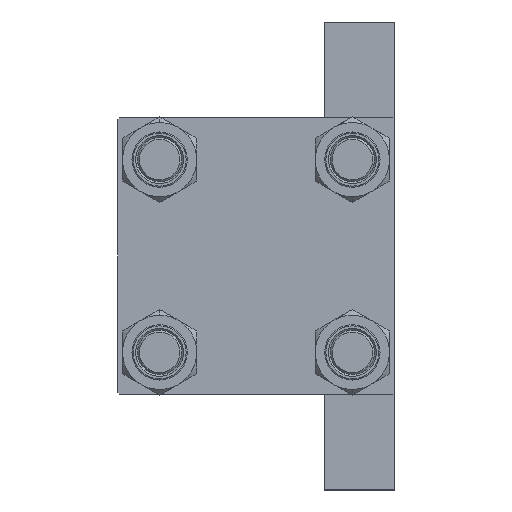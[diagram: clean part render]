
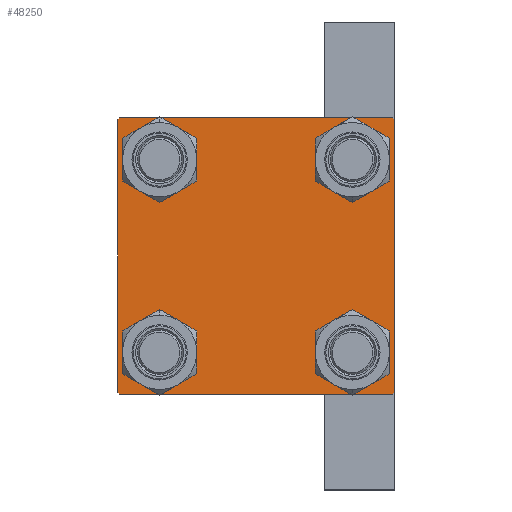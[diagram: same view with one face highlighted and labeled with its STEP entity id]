
A CAD part, left-side view. The second image highlights one B-rep face of the part: STEP entity #48250.
In plain terms, the highlighted planar face has unit normal (-1, 0, 0).
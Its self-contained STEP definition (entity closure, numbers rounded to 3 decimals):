
#85 = LINE ( 'NONE', #42235, #40003 ) ;
#315 = VERTEX_POINT ( 'NONE', #9039 ) ;
#367 = EDGE_CURVE ( 'NONE', #17057, #39955, #33483, .T. ) ;
#943 = CARTESIAN_POINT ( 'NONE',  ( 0., 26.15, 26.15 ) ) ;
#1089 = ORIENTED_EDGE ( 'NONE', *, *, #44506, .T. ) ;
#1150 = PLANE ( 'NONE',  #7849 ) ;
#1774 = CIRCLE ( 'NONE', #20704, 6.5 ) ;
#1952 = CARTESIAN_POINT ( 'NONE',  ( 0., -26.15, 32.65 ) ) ;
#2057 = CIRCLE ( 'NONE', #41458, 6.5 ) ;
#2091 = CARTESIAN_POINT ( 'NONE',  ( 0., 37., -37.5 ) ) ;
#2766 = CARTESIAN_POINT ( 'NONE',  ( 0., 26.15, 26.15 ) ) ;
#2783 = CARTESIAN_POINT ( 'NONE',  ( 0., -37.5, 37.5 ) ) ;
#3272 = CARTESIAN_POINT ( 'NONE',  ( 0., -37.25, -37.25 ) ) ;
#3278 = VERTEX_POINT ( 'NONE', #34704 ) ;
#3286 = DIRECTION ( 'NONE',  ( 0., 0., -1. ) ) ;
#3439 = CIRCLE ( 'NONE', #24846, 6.5 ) ;
#3638 = EDGE_CURVE ( 'NONE', #315, #43696, #1774, .T. ) ;
#4236 = LINE ( 'NONE', #16349, #37878 ) ;
#4409 = ORIENTED_EDGE ( 'NONE', *, *, #49820, .F. ) ;
#4466 = CARTESIAN_POINT ( 'NONE',  ( 0., -26.15, -26.15 ) ) ;
#4528 = LINE ( 'NONE', #16635, #23415 ) ;
#4541 = DIRECTION ( 'NONE',  ( 1., 0., 0. ) ) ;
#4970 = CARTESIAN_POINT ( 'NONE',  ( 0., 26.15, -26.15 ) ) ;
#5008 = CARTESIAN_POINT ( 'NONE',  ( 0., 37.5, -37. ) ) ;
#5753 = DIRECTION ( 'NONE',  ( 0., 0., 1. ) ) ;
#6272 = EDGE_CURVE ( 'NONE', #15832, #3278, #47405, .T. ) ;
#6320 = ORIENTED_EDGE ( 'NONE', *, *, #6272, .F. ) ;
#7467 = CARTESIAN_POINT ( 'NONE',  ( 0., -37.5, 37. ) ) ;
#7539 = CARTESIAN_POINT ( 'NONE',  ( 0., -26.15, 26.15 ) ) ;
#7737 = AXIS2_PLACEMENT_3D ( 'NONE', #943, #27966, #16649 ) ;
#7795 = DIRECTION ( 'NONE',  ( 1., 0., 0. ) ) ;
#7849 = AXIS2_PLACEMENT_3D ( 'NONE', #40212, #21231, #5753 ) ;
#8658 = EDGE_LOOP ( 'NONE', ( #30954, #36437 ) ) ;
#8940 = CARTESIAN_POINT ( 'NONE',  ( 0., 26.15, -26.15 ) ) ;
#9039 = CARTESIAN_POINT ( 'NONE',  ( 0., 26.15, -19.65 ) ) ;
#10745 = CIRCLE ( 'NONE', #18192, 6.5 ) ;
#10887 = DIRECTION ( 'NONE',  ( 0., 0., 1. ) ) ;
#11471 = DIRECTION ( 'NONE',  ( 0., 0.707, -0.707 ) ) ;
#11511 = CARTESIAN_POINT ( 'NONE',  ( 0., 37., 37.5 ) ) ;
#11530 = CIRCLE ( 'NONE', #39414, 6.5 ) ;
#11704 = DIRECTION ( 'NONE',  ( 0., -0.707, -0.707 ) ) ;
#12249 = ORIENTED_EDGE ( 'NONE', *, *, #42236, .T. ) ;
#13101 = VERTEX_POINT ( 'NONE', #38341 ) ;
#13603 = EDGE_LOOP ( 'NONE', ( #12249, #1089 ) ) ;
#14219 = DIRECTION ( 'NONE',  ( 0., 0., 1. ) ) ;
#14861 = ORIENTED_EDGE ( 'NONE', *, *, #44560, .T. ) ;
#15793 = DIRECTION ( 'NONE',  ( 0., 0.707, 0.707 ) ) ;
#15832 = VERTEX_POINT ( 'NONE', #11511 ) ;
#15990 = CIRCLE ( 'NONE', #7737, 6.5 ) ;
#16234 = DIRECTION ( 'NONE',  ( 0., -1., 0. ) ) ;
#16349 = CARTESIAN_POINT ( 'NONE',  ( 0., 37.25, -37.25 ) ) ;
#16635 = CARTESIAN_POINT ( 'NONE',  ( 0., 37.25, 37.25 ) ) ;
#16649 = DIRECTION ( 'NONE',  ( 0., 0., 1. ) ) ;
#16827 = DIRECTION ( 'NONE',  ( 0., 0., 1. ) ) ;
#17039 = ORIENTED_EDGE ( 'NONE', *, *, #35038, .T. ) ;
#17057 = VERTEX_POINT ( 'NONE', #34867 ) ;
#17734 = CARTESIAN_POINT ( 'NONE',  ( 0., -37.5, -37. ) ) ;
#18140 = VERTEX_POINT ( 'NONE', #25541 ) ;
#18192 = AXIS2_PLACEMENT_3D ( 'NONE', #7539, #7795, #10887 ) ;
#18388 = EDGE_LOOP ( 'NONE', ( #44271, #39754 ) ) ;
#18469 = DIRECTION ( 'NONE',  ( 1., 0., 0. ) ) ;
#18597 = DIRECTION ( 'NONE',  ( 1., 0., 0. ) ) ;
#18995 = VERTEX_POINT ( 'NONE', #33504 ) ;
#19233 = DIRECTION ( 'NONE',  ( 0., 0., 1. ) ) ;
#19773 = VERTEX_POINT ( 'NONE', #28645 ) ;
#19958 = AXIS2_PLACEMENT_3D ( 'NONE', #4466, #35859, #20188 ) ;
#20091 = LINE ( 'NONE', #35762, #29467 ) ;
#20188 = DIRECTION ( 'NONE',  ( 0., 0., 1. ) ) ;
#20704 = AXIS2_PLACEMENT_3D ( 'NONE', #4970, #27638, #16827 ) ;
#20793 = EDGE_CURVE ( 'NONE', #15832, #38653, #4528, .T. ) ;
#21231 = DIRECTION ( 'NONE',  ( -1., 0., 0. ) ) ;
#23415 = VECTOR ( 'NONE', #11471, 1000. ) ;
#24113 = CARTESIAN_POINT ( 'NONE',  ( 0., -26.15, -26.15 ) ) ;
#24589 = LINE ( 'NONE', #39470, #42831 ) ;
#24823 = FACE_OUTER_BOUND ( 'NONE', #47977, .T. ) ;
#24846 = AXIS2_PLACEMENT_3D ( 'NONE', #2766, #18469, #19233 ) ;
#25541 = CARTESIAN_POINT ( 'NONE',  ( 0., 26.15, 19.65 ) ) ;
#25677 = EDGE_CURVE ( 'NONE', #32891, #3278, #85, .T. ) ;
#26442 = ORIENTED_EDGE ( 'NONE', *, *, #20793, .T. ) ;
#26772 = ORIENTED_EDGE ( 'NONE', *, *, #367, .T. ) ;
#27638 = DIRECTION ( 'NONE',  ( 1., 0., 0. ) ) ;
#27966 = DIRECTION ( 'NONE',  ( 1., 0., 0. ) ) ;
#28645 = CARTESIAN_POINT ( 'NONE',  ( 0., -26.15, -19.65 ) ) ;
#29025 = EDGE_CURVE ( 'NONE', #49491, #17057, #20091, .T. ) ;
#29467 = VECTOR ( 'NONE', #16234, 1000. ) ;
#29560 = VERTEX_POINT ( 'NONE', #46320 ) ;
#29861 = VERTEX_POINT ( 'NONE', #5008 ) ;
#30954 = ORIENTED_EDGE ( 'NONE', *, *, #47073, .T. ) ;
#31306 = ORIENTED_EDGE ( 'NONE', *, *, #39382, .T. ) ;
#32030 = CARTESIAN_POINT ( 'NONE',  ( 0., 37.5, 37.5 ) ) ;
#32303 = CIRCLE ( 'NONE', #19958, 6.5 ) ;
#32558 = EDGE_CURVE ( 'NONE', #43696, #315, #11530, .T. ) ;
#32878 = DIRECTION ( 'NONE',  ( 0., 0., 1. ) ) ;
#32891 = VERTEX_POINT ( 'NONE', #7467 ) ;
#33053 = FACE_BOUND ( 'NONE', #13603, .T. ) ;
#33335 = ORIENTED_EDGE ( 'NONE', *, *, #25677, .T. ) ;
#33483 = LINE ( 'NONE', #3272, #41384 ) ;
#33504 = CARTESIAN_POINT ( 'NONE',  ( 0., -26.15, -32.65 ) ) ;
#34021 = CARTESIAN_POINT ( 'NONE',  ( 0., -26.15, 26.15 ) ) ;
#34033 = ORIENTED_EDGE ( 'NONE', *, *, #35924, .T. ) ;
#34704 = CARTESIAN_POINT ( 'NONE',  ( 0., -37., 37.5 ) ) ;
#34867 = CARTESIAN_POINT ( 'NONE',  ( 0., -37., -37.5 ) ) ;
#35038 = EDGE_CURVE ( 'NONE', #29861, #49491, #4236, .T. ) ;
#35621 = DIRECTION ( 'NONE',  ( 0., -1., 0. ) ) ;
#35762 = CARTESIAN_POINT ( 'NONE',  ( 0., 37.5, -37.5 ) ) ;
#35859 = DIRECTION ( 'NONE',  ( 1., 0., 0. ) ) ;
#35924 = EDGE_CURVE ( 'NONE', #38653, #29861, #24589, .T. ) ;
#36437 = ORIENTED_EDGE ( 'NONE', *, *, #37293, .T. ) ;
#37293 = EDGE_CURVE ( 'NONE', #13101, #39511, #10745, .T. ) ;
#37878 = VECTOR ( 'NONE', #11704, 1000. ) ;
#37916 = EDGE_LOOP ( 'NONE', ( #31306, #14861 ) ) ;
#38341 = CARTESIAN_POINT ( 'NONE',  ( 0., -26.15, 19.65 ) ) ;
#38494 = DIRECTION ( 'NONE',  ( 0., -0.707, 0.707 ) ) ;
#38653 = VERTEX_POINT ( 'NONE', #40188 ) ;
#39382 = EDGE_CURVE ( 'NONE', #29560, #18140, #3439, .T. ) ;
#39414 = AXIS2_PLACEMENT_3D ( 'NONE', #8940, #43388, #32878 ) ;
#39470 = CARTESIAN_POINT ( 'NONE',  ( 0., 37.5, 37.5 ) ) ;
#39511 = VERTEX_POINT ( 'NONE', #1952 ) ;
#39754 = ORIENTED_EDGE ( 'NONE', *, *, #32558, .T. ) ;
#39955 = VERTEX_POINT ( 'NONE', #17734 ) ;
#40003 = VECTOR ( 'NONE', #15793, 1000. ) ;
#40188 = CARTESIAN_POINT ( 'NONE',  ( 0., 37.5, 37. ) ) ;
#40212 = CARTESIAN_POINT ( 'NONE',  ( 0., 0., 0. ) ) ;
#41384 = VECTOR ( 'NONE', #38494, 1000. ) ;
#41392 = AXIS2_PLACEMENT_3D ( 'NONE', #24113, #4541, #47962 ) ;
#41458 = AXIS2_PLACEMENT_3D ( 'NONE', #34021, #18597, #14219 ) ;
#41601 = LINE ( 'NONE', #2783, #49651 ) ;
#42235 = CARTESIAN_POINT ( 'NONE',  ( 0., -37.25, 37.25 ) ) ;
#42236 = EDGE_CURVE ( 'NONE', #19773, #18995, #32303, .T. ) ;
#42831 = VECTOR ( 'NONE', #47418, 1000. ) ;
#43388 = DIRECTION ( 'NONE',  ( 1., 0., 0. ) ) ;
#43526 = CARTESIAN_POINT ( 'NONE',  ( 0., 26.15, -32.65 ) ) ;
#43696 = VERTEX_POINT ( 'NONE', #43526 ) ;
#44271 = ORIENTED_EDGE ( 'NONE', *, *, #3638, .T. ) ;
#44322 = FACE_BOUND ( 'NONE', #18388, .T. ) ;
#44506 = EDGE_CURVE ( 'NONE', #18995, #19773, #47909, .T. ) ;
#44560 = EDGE_CURVE ( 'NONE', #18140, #29560, #15990, .T. ) ;
#44573 = FACE_BOUND ( 'NONE', #8658, .T. ) ;
#44633 = ORIENTED_EDGE ( 'NONE', *, *, #29025, .T. ) ;
#44827 = FACE_BOUND ( 'NONE', #37916, .T. ) ;
#46320 = CARTESIAN_POINT ( 'NONE',  ( 0., 26.15, 32.65 ) ) ;
#46772 = VECTOR ( 'NONE', #35621, 1000. ) ;
#47073 = EDGE_CURVE ( 'NONE', #39511, #13101, #2057, .T. ) ;
#47405 = LINE ( 'NONE', #32030, #46772 ) ;
#47418 = DIRECTION ( 'NONE',  ( 0., 0., -1. ) ) ;
#47909 = CIRCLE ( 'NONE', #41392, 6.5 ) ;
#47962 = DIRECTION ( 'NONE',  ( 0., 0., 1. ) ) ;
#47977 = EDGE_LOOP ( 'NONE', ( #34033, #17039, #44633, #26772, #4409, #33335, #6320, #26442 ) ) ;
#48250 = ADVANCED_FACE ( 'NONE', ( #44573, #33053, #44322, #44827, #24823 ), #1150, .T. ) ;
#49491 = VERTEX_POINT ( 'NONE', #2091 ) ;
#49651 = VECTOR ( 'NONE', #3286, 1000. ) ;
#49820 = EDGE_CURVE ( 'NONE', #32891, #39955, #41601, .T. ) ;
